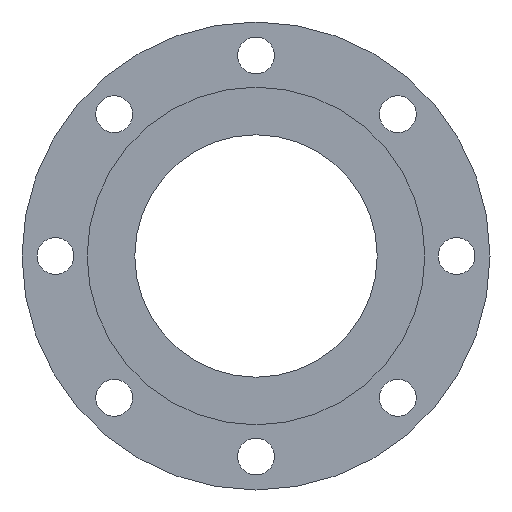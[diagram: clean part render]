
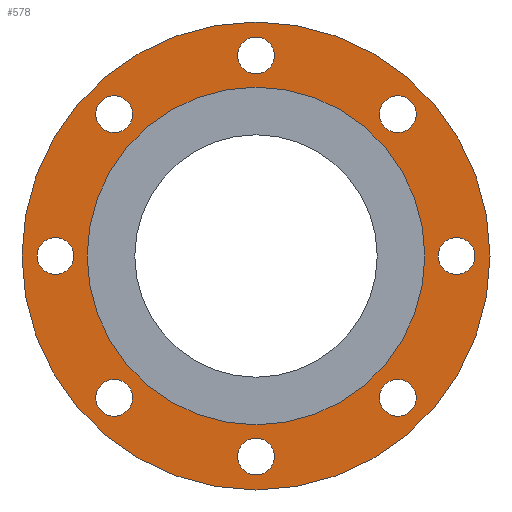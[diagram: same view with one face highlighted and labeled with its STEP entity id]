
A CAD part, front view. The second image highlights one B-rep face of the part: STEP entity #578.
In plain terms, the highlighted planar face has unit normal (0, -1, 0).
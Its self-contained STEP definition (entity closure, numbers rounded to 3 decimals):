
#24=FACE_BOUND('',#121,.T.);
#25=FACE_BOUND('',#122,.T.);
#26=FACE_BOUND('',#123,.T.);
#27=FACE_BOUND('',#124,.T.);
#28=FACE_BOUND('',#125,.T.);
#29=FACE_BOUND('',#126,.T.);
#30=FACE_BOUND('',#127,.T.);
#31=FACE_BOUND('',#128,.T.);
#32=FACE_BOUND('',#129,.T.);
#54=PLANE('',#667);
#81=FACE_OUTER_BOUND('',#120,.T.);
#120=EDGE_LOOP('',(#452));
#121=EDGE_LOOP('',(#453));
#122=EDGE_LOOP('',(#454));
#123=EDGE_LOOP('',(#455));
#124=EDGE_LOOP('',(#456));
#125=EDGE_LOOP('',(#457));
#126=EDGE_LOOP('',(#458));
#127=EDGE_LOOP('',(#459));
#128=EDGE_LOOP('',(#460));
#129=EDGE_LOOP('',(#461));
#204=CIRCLE('',#613,11.);
#208=CIRCLE('',#619,11.);
#212=CIRCLE('',#625,11.);
#216=CIRCLE('',#631,11.);
#220=CIRCLE('',#637,11.);
#224=CIRCLE('',#643,11.);
#228=CIRCLE('',#649,11.);
#232=CIRCLE('',#655,11.);
#239=CIRCLE('',#666,140.);
#240=CIRCLE('',#668,101.);
#253=VERTEX_POINT('',#875);
#257=VERTEX_POINT('',#887);
#261=VERTEX_POINT('',#899);
#265=VERTEX_POINT('',#911);
#269=VERTEX_POINT('',#923);
#273=VERTEX_POINT('',#935);
#277=VERTEX_POINT('',#947);
#281=VERTEX_POINT('',#959);
#287=VERTEX_POINT('',#978);
#288=VERTEX_POINT('',#982);
#301=EDGE_CURVE('',#253,#253,#204,.T.);
#307=EDGE_CURVE('',#257,#257,#208,.T.);
#313=EDGE_CURVE('',#261,#261,#212,.T.);
#319=EDGE_CURVE('',#265,#265,#216,.T.);
#325=EDGE_CURVE('',#269,#269,#220,.T.);
#331=EDGE_CURVE('',#273,#273,#224,.T.);
#337=EDGE_CURVE('',#277,#277,#228,.T.);
#343=EDGE_CURVE('',#281,#281,#232,.T.);
#351=EDGE_CURVE('',#287,#287,#239,.T.);
#353=EDGE_CURVE('',#288,#288,#240,.T.);
#452=ORIENTED_EDGE('',*,*,#351,.T.);
#453=ORIENTED_EDGE('',*,*,#301,.T.);
#454=ORIENTED_EDGE('',*,*,#307,.T.);
#455=ORIENTED_EDGE('',*,*,#313,.T.);
#456=ORIENTED_EDGE('',*,*,#319,.T.);
#457=ORIENTED_EDGE('',*,*,#325,.T.);
#458=ORIENTED_EDGE('',*,*,#331,.T.);
#459=ORIENTED_EDGE('',*,*,#337,.T.);
#460=ORIENTED_EDGE('',*,*,#343,.T.);
#461=ORIENTED_EDGE('',*,*,#353,.F.);
#578=ADVANCED_FACE('',(#81,#24,#25,#26,#27,#28,#29,#30,#31,#32),#54,.T.);
#613=AXIS2_PLACEMENT_3D('',#877,#700,#701);
#619=AXIS2_PLACEMENT_3D('',#889,#714,#715);
#625=AXIS2_PLACEMENT_3D('',#901,#728,#729);
#631=AXIS2_PLACEMENT_3D('',#913,#742,#743);
#637=AXIS2_PLACEMENT_3D('',#925,#756,#757);
#643=AXIS2_PLACEMENT_3D('',#937,#770,#771);
#649=AXIS2_PLACEMENT_3D('',#949,#784,#785);
#655=AXIS2_PLACEMENT_3D('',#961,#798,#799);
#666=AXIS2_PLACEMENT_3D('',#979,#821,#822);
#667=AXIS2_PLACEMENT_3D('',#981,#824,#825);
#668=AXIS2_PLACEMENT_3D('',#983,#826,#827);
#700=DIRECTION('center_axis',(0.,1.,0.));
#701=DIRECTION('ref_axis',(1.,0.,0.));
#714=DIRECTION('center_axis',(0.,1.,0.));
#715=DIRECTION('ref_axis',(1.,0.,0.));
#728=DIRECTION('center_axis',(0.,1.,0.));
#729=DIRECTION('ref_axis',(1.,0.,0.));
#742=DIRECTION('center_axis',(0.,1.,0.));
#743=DIRECTION('ref_axis',(1.,0.,0.));
#756=DIRECTION('center_axis',(0.,1.,0.));
#757=DIRECTION('ref_axis',(1.,0.,0.));
#770=DIRECTION('center_axis',(0.,1.,0.));
#771=DIRECTION('ref_axis',(1.,0.,0.));
#784=DIRECTION('center_axis',(0.,1.,0.));
#785=DIRECTION('ref_axis',(1.,0.,0.));
#798=DIRECTION('center_axis',(0.,1.,0.));
#799=DIRECTION('ref_axis',(1.,0.,0.));
#821=DIRECTION('center_axis',(0.,-1.,0.));
#822=DIRECTION('ref_axis',(1.,0.,0.));
#824=DIRECTION('center_axis',(0.,-1.,0.));
#825=DIRECTION('ref_axis',(0.,0.,-1.));
#826=DIRECTION('center_axis',(0.,-1.,0.));
#827=DIRECTION('ref_axis',(1.,0.,0.));
#875=CARTESIAN_POINT('',(109.,8.,0.));
#877=CARTESIAN_POINT('Origin',(120.,8.,0.));
#887=CARTESIAN_POINT('',(-11.,8.,-120.));
#889=CARTESIAN_POINT('Origin',(0.,8.,-120.));
#899=CARTESIAN_POINT('',(-11.,8.,120.));
#901=CARTESIAN_POINT('Origin',(0.,8.,120.));
#911=CARTESIAN_POINT('',(-95.853,8.,-84.853));
#913=CARTESIAN_POINT('Origin',(-84.853,8.,-84.853));
#923=CARTESIAN_POINT('',(73.853,8.,84.853));
#925=CARTESIAN_POINT('Origin',(84.853,8.,84.853));
#935=CARTESIAN_POINT('',(73.853,8.,-84.853));
#937=CARTESIAN_POINT('Origin',(84.853,8.,-84.853));
#947=CARTESIAN_POINT('',(-95.853,8.,84.853));
#949=CARTESIAN_POINT('Origin',(-84.853,8.,84.853));
#959=CARTESIAN_POINT('',(-131.,8.,0.));
#961=CARTESIAN_POINT('Origin',(-120.,8.,0.));
#978=CARTESIAN_POINT('',(-140.,8.,0.));
#979=CARTESIAN_POINT('Origin',(0.,8.,0.));
#981=CARTESIAN_POINT('Origin',(101.,8.,0.));
#982=CARTESIAN_POINT('',(-101.,8.,0.));
#983=CARTESIAN_POINT('Origin',(0.,8.,0.));
